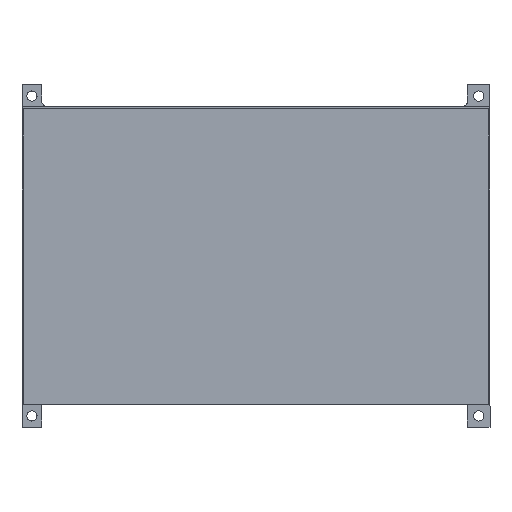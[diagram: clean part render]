
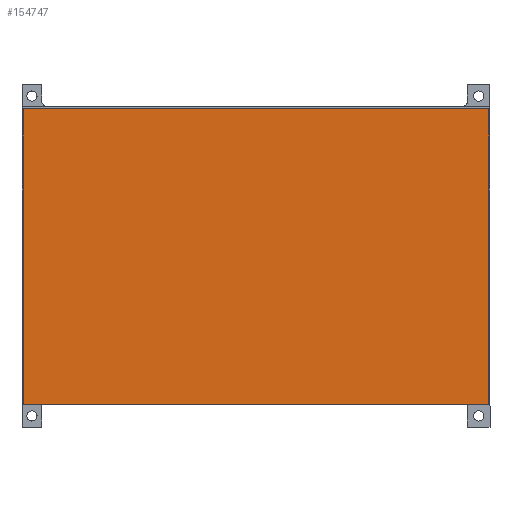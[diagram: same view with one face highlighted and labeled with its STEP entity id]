
A CAD part, top view. The second image highlights one B-rep face of the part: STEP entity #154747.
In plain terms, the highlighted planar face has unit normal (0, 0, 1).
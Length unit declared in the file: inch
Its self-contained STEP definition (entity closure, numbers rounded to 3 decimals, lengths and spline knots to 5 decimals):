
#1789 = EDGE_LOOP ( 'NONE', ( #252963, #163940, #15676, #3585 ) ) ;
#3324 = DIRECTION ( 'NONE',  ( -1., 0., 0. ) ) ;
#3585 = ORIENTED_EDGE ( 'NONE', *, *, #267303, .T. ) ;
#15676 = ORIENTED_EDGE ( 'NONE', *, *, #163546, .T. ) ;
#22039 = VERTEX_POINT ( 'NONE', #239530 ) ;
#27339 = VECTOR ( 'NONE', #174069, 39.37008 ) ;
#35485 = AXIS2_PLACEMENT_3D ( 'NONE', #165325, #41867, #186157 ) ;
#39993 = VECTOR ( 'NONE', #66203, 39.37008 ) ;
#41867 = DIRECTION ( 'NONE',  ( 0., 0., -1. ) ) ;
#52850 = VERTEX_POINT ( 'NONE', #192399 ) ;
#60394 = VECTOR ( 'NONE', #195192, 39.37008 ) ;
#63690 = CARTESIAN_POINT ( 'NONE',  ( 2.06496, 1.20669, 0. ) ) ;
#66203 = DIRECTION ( 'NONE',  ( 0., -1., 0. ) ) ;
#66611 = CARTESIAN_POINT ( 'NONE',  ( 2.06496, 1.20669, 0. ) ) ;
#102229 = VECTOR ( 'NONE', #3324, 39.37008 ) ;
#129808 = VERTEX_POINT ( 'NONE', #190644 ) ;
#149714 = LINE ( 'NONE', #168887, #39993 ) ;
#152471 = CARTESIAN_POINT ( 'NONE',  ( 2.06496, -1.41929, 0. ) ) ;
#153520 = EDGE_CURVE ( 'NONE', #52850, #250384, #218406, .T. ) ;
#154747 = ADVANCED_FACE ( 'NONE', ( #195349 ), #265544, .F. ) ;
#156797 = EDGE_CURVE ( 'NONE', #250384, #129808, #156993, .T. ) ;
#156993 = LINE ( 'NONE', #63690, #102229 ) ;
#163546 = EDGE_CURVE ( 'NONE', #129808, #22039, #149714, .T. ) ;
#163940 = ORIENTED_EDGE ( 'NONE', *, *, #156797, .T. ) ;
#165325 = CARTESIAN_POINT ( 'NONE',  ( 0., 0., 0. ) ) ;
#168887 = CARTESIAN_POINT ( 'NONE',  ( -2.06496, 1.20669, 0. ) ) ;
#174069 = DIRECTION ( 'NONE',  ( 1., 0., 0. ) ) ;
#186157 = DIRECTION ( 'NONE',  ( -1., 0., 0. ) ) ;
#190644 = CARTESIAN_POINT ( 'NONE',  ( -2.06496, 1.20669, 0. ) ) ;
#192399 = CARTESIAN_POINT ( 'NONE',  ( 2.06496, -1.41929, 0. ) ) ;
#195192 = DIRECTION ( 'NONE',  ( 0., 1., 0. ) ) ;
#195349 = FACE_OUTER_BOUND ( 'NONE', #1789, .T. ) ;
#196076 = CARTESIAN_POINT ( 'NONE',  ( 2.06496, 1.20669, 0. ) ) ;
#218406 = LINE ( 'NONE', #196076, #60394 ) ;
#239530 = CARTESIAN_POINT ( 'NONE',  ( -2.06496, -1.41929, 0. ) ) ;
#246791 = LINE ( 'NONE', #152471, #27339 ) ;
#250384 = VERTEX_POINT ( 'NONE', #66611 ) ;
#252963 = ORIENTED_EDGE ( 'NONE', *, *, #153520, .T. ) ;
#265544 = PLANE ( 'NONE',  #35485 ) ;
#267303 = EDGE_CURVE ( 'NONE', #22039, #52850, #246791, .T. ) ;
